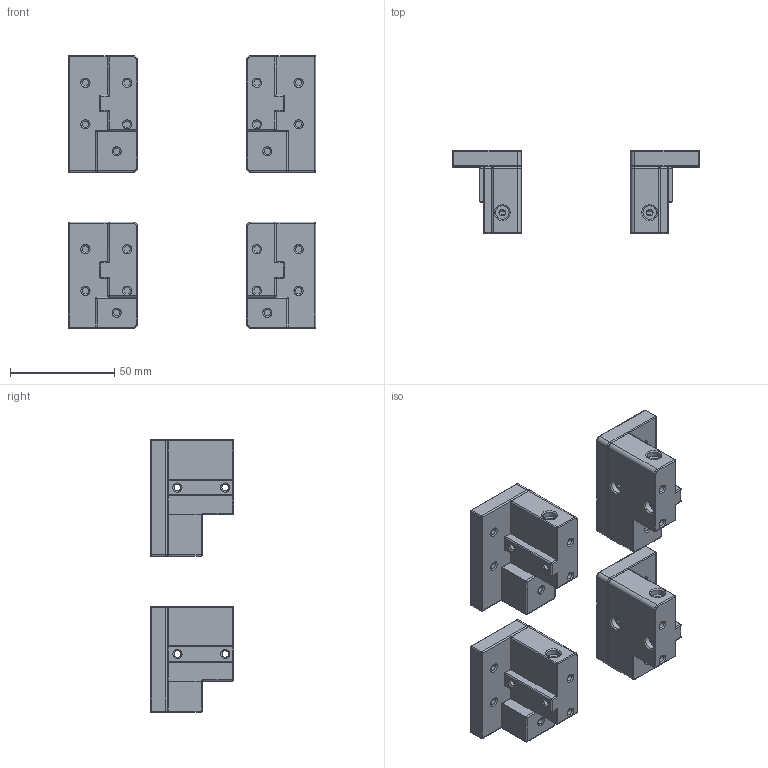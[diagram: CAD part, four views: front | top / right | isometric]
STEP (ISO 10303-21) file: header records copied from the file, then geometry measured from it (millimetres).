
FILE_DESCRIPTION(/* description */ (''),/* implementation_level */ '2;1');
FILE_NAME(/* name */ 'A-2020_X_Carriage_Offcenter_Cap_Rear-B.stp',/* time_stamp */ '2021-01-29T13:09:34-08:00',/* author */ (''),/* organization */ (''),/* preprocessor_version */ 'ST-DEVELOPER v18.1',/* originating_system */ 'Autodesk Translation Framework v9.7.0.1280',/* authorisation */ '');
FILE_SCHEMA (('AUTOMOTIVE_DESIGN { 1 0 10303 214 3 1 1 }'));
Length unit declared in the file: millimetre
Products named in the file (1): 1515_X_Carriages
Bounding box: 118.8 x 40 x 131 mm (x, y, z)
Volume: 141186.9 mm3; surface area: 50647 mm2
Topology: 8 solids, 8 shells, 552 faces, 1156 edges, 668 vertices
Faces by surface type: cylinder 244, plane 132, torus 120, sphere 56
Full cylindrical faces by diameter (mm): 3.2 x40, 6.5 x32
Entity records: 14905 total; most frequent: DIRECTION 2966, CARTESIAN_POINT 2497, ORIENTED_EDGE 2312, AXIS2_PLACEMENT_3D 1265, EDGE_CURVE 1156, CIRCLE 684, VERTEX_POINT 668, EDGE_LOOP 640
